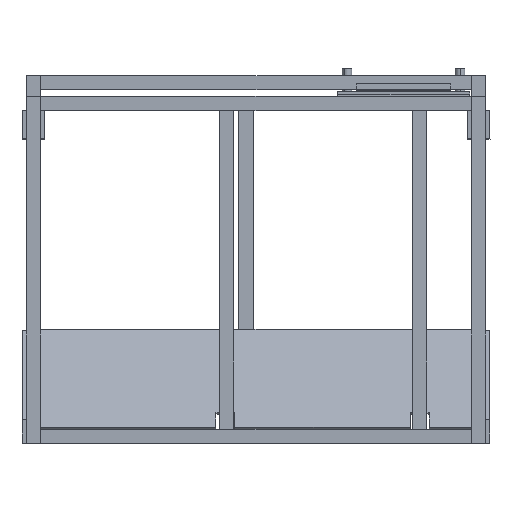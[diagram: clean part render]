
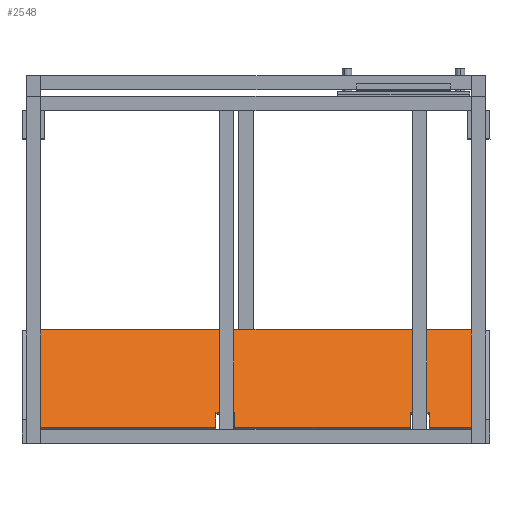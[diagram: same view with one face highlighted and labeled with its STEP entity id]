
A CAD part, top view. The second image highlights one B-rep face of the part: STEP entity #2548.
In plain terms, the highlighted face is planar.
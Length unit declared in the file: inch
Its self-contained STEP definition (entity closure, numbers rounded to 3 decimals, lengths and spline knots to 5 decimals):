
#20 = EDGE_CURVE ( 'NONE', #936, #1602, #2305, .T. ) ;
#140 = VECTOR ( 'NONE', #2824, 39.37008 ) ;
#160 = VERTEX_POINT ( 'NONE', #2145 ) ;
#178 = CARTESIAN_POINT ( 'NONE',  ( -22.875, 0.125, 7.5 ) ) ;
#340 = LINE ( 'NONE', #2360, #1908 ) ;
#406 = DIRECTION ( 'NONE',  ( 0., 0., 1. ) ) ;
#408 = DIRECTION ( 'NONE',  ( 0., 0., -1. ) ) ;
#411 = VERTEX_POINT ( 'NONE', #1378 ) ;
#412 = VECTOR ( 'NONE', #408, 39.37008 ) ;
#464 = VECTOR ( 'NONE', #518, 39.37008 ) ;
#473 = VECTOR ( 'NONE', #733, 39.37008 ) ;
#478 = VECTOR ( 'NONE', #1519, 39.37008 ) ;
#513 = EDGE_CURVE ( 'NONE', #963, #1127, #1296, .T. ) ;
#518 = DIRECTION ( 'NONE',  ( 1., 0., 0. ) ) ;
#539 = VECTOR ( 'NONE', #406, 39.37008 ) ;
#601 = ORIENTED_EDGE ( 'NONE', *, *, #1745, .T. ) ;
#634 = FACE_OUTER_BOUND ( 'NONE', #3385, .T. ) ;
#687 = VERTEX_POINT ( 'NONE', #1878 ) ;
#689 = LINE ( 'NONE', #1669, #539 ) ;
#692 = LINE ( 'NONE', #1732, #2954 ) ;
#733 = DIRECTION ( 'NONE',  ( 1., 0., 0. ) ) ;
#812 = EDGE_CURVE ( 'NONE', #2950, #3177, #1896, .T. ) ;
#851 = DIRECTION ( 'NONE',  ( 1., 0., 0. ) ) ;
#867 = ORIENTED_EDGE ( 'NONE', *, *, #2618, .T. ) ;
#890 = CARTESIAN_POINT ( 'NONE',  ( -2.25, 0.125, 7.5 ) ) ;
#936 = VERTEX_POINT ( 'NONE', #1453 ) ;
#963 = VERTEX_POINT ( 'NONE', #3278 ) ;
#1007 = EDGE_CURVE ( 'NONE', #3177, #3347, #1192, .T. ) ;
#1016 = VERTEX_POINT ( 'NONE', #890 ) ;
#1046 = EDGE_CURVE ( 'NONE', #1602, #1454, #692, .T. ) ;
#1055 = DIRECTION ( 'NONE',  ( 0., 0., 1. ) ) ;
#1127 = VERTEX_POINT ( 'NONE', #3091 ) ;
#1149 = AXIS2_PLACEMENT_3D ( 'NONE', #2189, #1675, #1439 ) ;
#1192 = LINE ( 'NONE', #3293, #412 ) ;
#1222 = CARTESIAN_POINT ( 'NONE',  ( -22.875, 0.125, 7.5 ) ) ;
#1234 = CARTESIAN_POINT ( 'NONE',  ( -4.25, 0.125, 7.5 ) ) ;
#1262 = CARTESIAN_POINT ( 'NONE',  ( 18.375, 0.125, 7.5 ) ) ;
#1272 = CARTESIAN_POINT ( 'NONE',  ( 16.375, 0.125, 5.25 ) ) ;
#1277 = DIRECTION ( 'NONE',  ( 0., 0., -1. ) ) ;
#1296 = LINE ( 'NONE', #1262, #464 ) ;
#1378 = CARTESIAN_POINT ( 'NONE',  ( -22.875, 0.125, -7.5 ) ) ;
#1386 = DIRECTION ( 'NONE',  ( 1., 0., 0. ) ) ;
#1390 = EDGE_CURVE ( 'NONE', #3347, #160, #340, .T. ) ;
#1402 = ORIENTED_EDGE ( 'NONE', *, *, #812, .T. ) ;
#1439 = DIRECTION ( 'NONE',  ( 0., 0., -1. ) ) ;
#1453 = CARTESIAN_POINT ( 'NONE',  ( 16.375, 0.125, 7.5 ) ) ;
#1454 = VERTEX_POINT ( 'NONE', #2126 ) ;
#1519 = DIRECTION ( 'NONE',  ( -1., 0., 0. ) ) ;
#1587 = CARTESIAN_POINT ( 'NONE',  ( -22.875, 0.125, 7.5 ) ) ;
#1602 = VERTEX_POINT ( 'NONE', #1272 ) ;
#1652 = EDGE_CURVE ( 'NONE', #411, #2950, #2280, .T. ) ;
#1669 = CARTESIAN_POINT ( 'NONE',  ( -2.25, 0.125, 7.5 ) ) ;
#1675 = DIRECTION ( 'NONE',  ( 0., -1., 0. ) ) ;
#1705 = ORIENTED_EDGE ( 'NONE', *, *, #1007, .T. ) ;
#1732 = CARTESIAN_POINT ( 'NONE',  ( 16.375, 0.125, 5.25 ) ) ;
#1745 = EDGE_CURVE ( 'NONE', #1127, #687, #3339, .T. ) ;
#1806 = LINE ( 'NONE', #2649, #2066 ) ;
#1834 = EDGE_CURVE ( 'NONE', #1454, #963, #1806, .T. ) ;
#1878 = CARTESIAN_POINT ( 'NONE',  ( 22.875, 0.125, -7.5 ) ) ;
#1896 = LINE ( 'NONE', #1587, #2675 ) ;
#1908 = VECTOR ( 'NONE', #1386, 39.37008 ) ;
#2005 = CARTESIAN_POINT ( 'NONE',  ( 22.875, 0.125, 7.5 ) ) ;
#2066 = VECTOR ( 'NONE', #1055, 39.37008 ) ;
#2118 = VECTOR ( 'NONE', #3128, 39.37008 ) ;
#2126 = CARTESIAN_POINT ( 'NONE',  ( 18.375, 0.125, 5.25 ) ) ;
#2145 = CARTESIAN_POINT ( 'NONE',  ( -2.25, 0.125, 5.25 ) ) ;
#2189 = CARTESIAN_POINT ( 'NONE',  ( 0., 0.125, 0. ) ) ;
#2234 = ORIENTED_EDGE ( 'NONE', *, *, #513, .T. ) ;
#2280 = LINE ( 'NONE', #178, #2118 ) ;
#2305 = LINE ( 'NONE', #2558, #3045 ) ;
#2345 = EDGE_CURVE ( 'NONE', #1016, #936, #2534, .T. ) ;
#2360 = CARTESIAN_POINT ( 'NONE',  ( -4.25, 0.125, 5.25 ) ) ;
#2366 = ORIENTED_EDGE ( 'NONE', *, *, #2345, .T. ) ;
#2385 = ORIENTED_EDGE ( 'NONE', *, *, #2856, .T. ) ;
#2457 = PLANE ( 'NONE',  #1149 ) ;
#2474 = ORIENTED_EDGE ( 'NONE', *, *, #1834, .T. ) ;
#2534 = LINE ( 'NONE', #2820, #473 ) ;
#2548 = ADVANCED_FACE ( 'NONE', ( #634 ), #2457, .F. ) ;
#2558 = CARTESIAN_POINT ( 'NONE',  ( 16.375, 0.125, 7.5 ) ) ;
#2618 = EDGE_CURVE ( 'NONE', #687, #411, #3063, .T. ) ;
#2649 = CARTESIAN_POINT ( 'NONE',  ( 18.375, 0.125, 7.5 ) ) ;
#2675 = VECTOR ( 'NONE', #851, 39.37008 ) ;
#2679 = ORIENTED_EDGE ( 'NONE', *, *, #1652, .T. ) ;
#2820 = CARTESIAN_POINT ( 'NONE',  ( -2.25, 0.125, 7.5 ) ) ;
#2824 = DIRECTION ( 'NONE',  ( 0., 0., -1. ) ) ;
#2856 = EDGE_CURVE ( 'NONE', #160, #1016, #689, .T. ) ;
#2900 = ORIENTED_EDGE ( 'NONE', *, *, #20, .T. ) ;
#2932 = CARTESIAN_POINT ( 'NONE',  ( -4.25, 0.125, 5.25 ) ) ;
#2950 = VERTEX_POINT ( 'NONE', #1222 ) ;
#2954 = VECTOR ( 'NONE', #2985, 39.37008 ) ;
#2985 = DIRECTION ( 'NONE',  ( 1., 0., 0. ) ) ;
#3002 = ORIENTED_EDGE ( 'NONE', *, *, #1046, .T. ) ;
#3045 = VECTOR ( 'NONE', #1277, 39.37008 ) ;
#3063 = LINE ( 'NONE', #3314, #478 ) ;
#3091 = CARTESIAN_POINT ( 'NONE',  ( 22.875, 0.125, 7.5 ) ) ;
#3128 = DIRECTION ( 'NONE',  ( 0., 0., 1. ) ) ;
#3177 = VERTEX_POINT ( 'NONE', #1234 ) ;
#3278 = CARTESIAN_POINT ( 'NONE',  ( 18.375, 0.125, 7.5 ) ) ;
#3293 = CARTESIAN_POINT ( 'NONE',  ( -4.25, 0.125, 7.5 ) ) ;
#3314 = CARTESIAN_POINT ( 'NONE',  ( -22.875, 0.125, -7.5 ) ) ;
#3339 = LINE ( 'NONE', #2005, #140 ) ;
#3347 = VERTEX_POINT ( 'NONE', #2932 ) ;
#3385 = EDGE_LOOP ( 'NONE', ( #601, #867, #2679, #1402, #1705, #3394, #2385, #2366, #2900, #3002, #2474, #2234 ) ) ;
#3394 = ORIENTED_EDGE ( 'NONE', *, *, #1390, .T. ) ;
